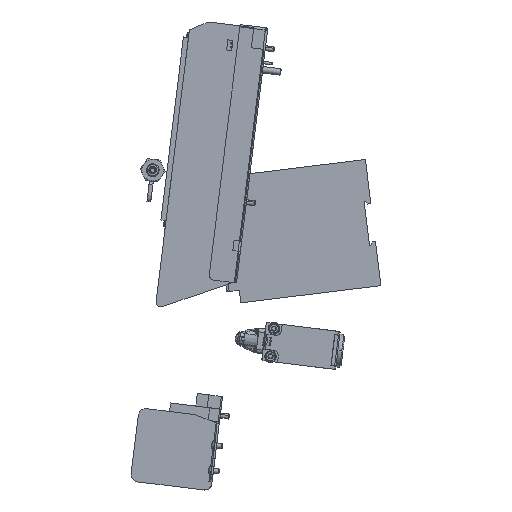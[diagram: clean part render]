
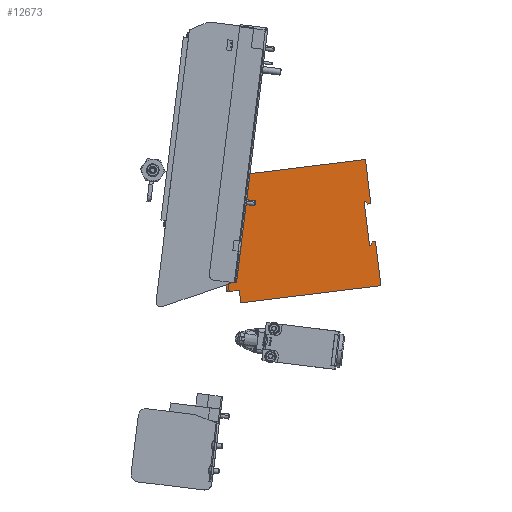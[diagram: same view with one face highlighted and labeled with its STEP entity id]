
A CAD part, left-side view. The second image highlights one B-rep face of the part: STEP entity #12673.
In plain terms, the highlighted face is planar.
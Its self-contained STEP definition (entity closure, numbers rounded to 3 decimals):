
#227 = VECTOR ( 'NONE', #42420, 1000. ) ;
#952 = EDGE_CURVE ( 'NONE', #14591, #1092, #26490, .T. ) ;
#1092 = VERTEX_POINT ( 'NONE', #18258 ) ;
#1186 = VECTOR ( 'NONE', #25812, 1000. ) ;
#1788 = VECTOR ( 'NONE', #25510, 1000. ) ;
#1877 = EDGE_LOOP ( 'NONE', ( #28571, #41282, #13946, #8192, #3484, #26898, #22497, #9965, #19731, #15896, #6242, #22872, #33687, #9714, #22634, #11447 ) ) ;
#2317 = EDGE_CURVE ( 'NONE', #36310, #31679, #15601, .T. ) ;
#2461 = DIRECTION ( 'NONE',  ( 0., 1., 0. ) ) ;
#2503 = CARTESIAN_POINT ( 'NONE',  ( 18., 50., 0. ) ) ;
#3303 = CARTESIAN_POINT ( 'NONE',  ( 18., 40., -121. ) ) ;
#3348 = VECTOR ( 'NONE', #2461, 1000. ) ;
#3484 = ORIENTED_EDGE ( 'NONE', *, *, #22366, .T. ) ;
#5052 = CARTESIAN_POINT ( 'NONE',  ( 18., 15., 0. ) ) ;
#5252 = CARTESIAN_POINT ( 'NONE',  ( 18., 50., -111. ) ) ;
#5279 = DIRECTION ( 'NONE',  ( 0., -1., 0. ) ) ;
#5619 = LINE ( 'NONE', #15308, #18488 ) ;
#5704 = EDGE_CURVE ( 'NONE', #19875, #32154, #26109, .T. ) ;
#5913 = CARTESIAN_POINT ( 'NONE',  ( 18., 17.5, 0. ) ) ;
#6098 = LINE ( 'NONE', #5252, #3348 ) ;
#6123 = CARTESIAN_POINT ( 'NONE',  ( 18., 40., -111. ) ) ;
#6200 = CARTESIAN_POINT ( 'NONE',  ( 18., -15., -2.457 ) ) ;
#6242 = ORIENTED_EDGE ( 'NONE', *, *, #2317, .T. ) ;
#6321 = VERTEX_POINT ( 'NONE', #17797 ) ;
#6360 = LINE ( 'NONE', #19487, #35549 ) ;
#6405 = VECTOR ( 'NONE', #27663, 1000. ) ;
#6682 = VECTOR ( 'NONE', #38854, 1000. ) ;
#6687 = LINE ( 'NONE', #35730, #32227 ) ;
#6771 = LINE ( 'NONE', #30633, #31885 ) ;
#7171 = DIRECTION ( 'NONE',  ( 0., 1., 0. ) ) ;
#7717 = VECTOR ( 'NONE', #5279, 1000. ) ;
#7823 = VECTOR ( 'NONE', #41094, 1000. ) ;
#8192 = ORIENTED_EDGE ( 'NONE', *, *, #28824, .T. ) ;
#9085 = VECTOR ( 'NONE', #41573, 1000. ) ;
#9714 = ORIENTED_EDGE ( 'NONE', *, *, #32720, .T. ) ;
#9965 = ORIENTED_EDGE ( 'NONE', *, *, #17223, .T. ) ;
#10818 = CARTESIAN_POINT ( 'NONE',  ( 18., 40., -121. ) ) ;
#10831 = CARTESIAN_POINT ( 'NONE',  ( 18., 50., 0. ) ) ;
#11207 = CARTESIAN_POINT ( 'NONE',  ( 18., -40., -111. ) ) ;
#11241 = VERTEX_POINT ( 'NONE', #30216 ) ;
#11447 = ORIENTED_EDGE ( 'NONE', *, *, #16603, .T. ) ;
#11501 = CARTESIAN_POINT ( 'NONE',  ( 18., -15., -2.457 ) ) ;
#12646 = CARTESIAN_POINT ( 'NONE',  ( 18., 50., -111. ) ) ;
#12673 = ADVANCED_FACE ( 'NONE', ( #32599 ), #16237, .F. ) ;
#12815 = EDGE_CURVE ( 'NONE', #6321, #19578, #6771, .T. ) ;
#13946 = ORIENTED_EDGE ( 'NONE', *, *, #12815, .T. ) ;
#13980 = VERTEX_POINT ( 'NONE', #12646 ) ;
#14447 = LINE ( 'NONE', #28802, #1186 ) ;
#14591 = VERTEX_POINT ( 'NONE', #39290 ) ;
#15308 = CARTESIAN_POINT ( 'NONE',  ( 18., -50., 0. ) ) ;
#15601 = LINE ( 'NONE', #26148, #1788 ) ;
#15896 = ORIENTED_EDGE ( 'NONE', *, *, #25110, .T. ) ;
#16200 = CARTESIAN_POINT ( 'NONE',  ( 18., -40., -111. ) ) ;
#16237 = PLANE ( 'NONE',  #42167 ) ;
#16257 = DIRECTION ( 'NONE',  ( 0., 0., 1. ) ) ;
#16603 = EDGE_CURVE ( 'NONE', #17508, #11241, #6687, .T. ) ;
#17201 = CARTESIAN_POINT ( 'NONE',  ( 18., -40., -121. ) ) ;
#17223 = EDGE_CURVE ( 'NONE', #23885, #19875, #36537, .T. ) ;
#17508 = VERTEX_POINT ( 'NONE', #38638 ) ;
#17797 = CARTESIAN_POINT ( 'NONE',  ( 18., -17.5, -5. ) ) ;
#18258 = CARTESIAN_POINT ( 'NONE',  ( 18., -50., 0. ) ) ;
#18294 = VERTEX_POINT ( 'NONE', #10831 ) ;
#18488 = VECTOR ( 'NONE', #28447, 1000. ) ;
#19040 = DIRECTION ( 'NONE',  ( 0., 0., 1. ) ) ;
#19373 = DIRECTION ( 'NONE',  ( 0., 0.866, -0.5 ) ) ;
#19487 = CARTESIAN_POINT ( 'NONE',  ( 18., -15., -2.457 ) ) ;
#19578 = VERTEX_POINT ( 'NONE', #38417 ) ;
#19731 = ORIENTED_EDGE ( 'NONE', *, *, #5704, .T. ) ;
#19875 = VERTEX_POINT ( 'NONE', #11207 ) ;
#19879 = LINE ( 'NONE', #3303, #24722 ) ;
#22082 = EDGE_CURVE ( 'NONE', #13980, #18294, #31976, .T. ) ;
#22366 = EDGE_CURVE ( 'NONE', #23303, #14591, #6360, .T. ) ;
#22497 = ORIENTED_EDGE ( 'NONE', *, *, #38479, .T. ) ;
#22634 = ORIENTED_EDGE ( 'NONE', *, *, #36351, .T. ) ;
#22872 = ORIENTED_EDGE ( 'NONE', *, *, #37865, .T. ) ;
#22968 = CARTESIAN_POINT ( 'NONE',  ( 18., -50., -111. ) ) ;
#23124 = CARTESIAN_POINT ( 'NONE',  ( 18., 17.5, -5. ) ) ;
#23303 = VERTEX_POINT ( 'NONE', #6200 ) ;
#23650 = DIRECTION ( 'NONE',  ( 0., 1., 0. ) ) ;
#23885 = VERTEX_POINT ( 'NONE', #22968 ) ;
#24070 = CARTESIAN_POINT ( 'NONE',  ( 18., -50., -111. ) ) ;
#24266 = LINE ( 'NONE', #28689, #9085 ) ;
#24722 = VECTOR ( 'NONE', #7171, 1000. ) ;
#25110 = EDGE_CURVE ( 'NONE', #32154, #36310, #19879, .T. ) ;
#25510 = DIRECTION ( 'NONE',  ( 0., 0., 1. ) ) ;
#25612 = CARTESIAN_POINT ( 'NONE',  ( 18., -17.5, -5. ) ) ;
#25662 = LINE ( 'NONE', #11501, #6405 ) ;
#25812 = DIRECTION ( 'NONE',  ( 0., 0., -1. ) ) ;
#26063 = VECTOR ( 'NONE', #23650, 1000. ) ;
#26109 = LINE ( 'NONE', #16200, #227 ) ;
#26148 = CARTESIAN_POINT ( 'NONE',  ( 18., 40., -111. ) ) ;
#26490 = LINE ( 'NONE', #39607, #36140 ) ;
#26898 = ORIENTED_EDGE ( 'NONE', *, *, #952, .T. ) ;
#27663 = DIRECTION ( 'NONE',  ( 0., 0.866, 0.5 ) ) ;
#28447 = DIRECTION ( 'NONE',  ( 0., 0., -1. ) ) ;
#28571 = ORIENTED_EDGE ( 'NONE', *, *, #40620, .T. ) ;
#28689 = CARTESIAN_POINT ( 'NONE',  ( 18., 17.5, -5. ) ) ;
#28802 = CARTESIAN_POINT ( 'NONE',  ( 18., 15., -2.457 ) ) ;
#28824 = EDGE_CURVE ( 'NONE', #19578, #23303, #25662, .T. ) ;
#29253 = EDGE_CURVE ( 'NONE', #40807, #6321, #40893, .T. ) ;
#30216 = CARTESIAN_POINT ( 'NONE',  ( 18., 17.5, -3.9 ) ) ;
#30633 = CARTESIAN_POINT ( 'NONE',  ( 18., -17.5, -5. ) ) ;
#31679 = VERTEX_POINT ( 'NONE', #6123 ) ;
#31885 = VECTOR ( 'NONE', #33009, 1000. ) ;
#31976 = LINE ( 'NONE', #2503, #6682 ) ;
#32154 = VERTEX_POINT ( 'NONE', #17201 ) ;
#32227 = VECTOR ( 'NONE', #19373, 1000. ) ;
#32599 = FACE_OUTER_BOUND ( 'NONE', #1877, .T. ) ;
#32720 = EDGE_CURVE ( 'NONE', #18294, #37355, #41820, .T. ) ;
#33009 = DIRECTION ( 'NONE',  ( 0., 0., 1. ) ) ;
#33687 = ORIENTED_EDGE ( 'NONE', *, *, #22082, .T. ) ;
#33773 = DIRECTION ( 'NONE',  ( 0., -1., 0. ) ) ;
#34963 = CARTESIAN_POINT ( 'NONE',  ( 18., 15., 0. ) ) ;
#35549 = VECTOR ( 'NONE', #16257, 1000. ) ;
#35730 = CARTESIAN_POINT ( 'NONE',  ( 18., 17.5, -3.9 ) ) ;
#36140 = VECTOR ( 'NONE', #33773, 1000. ) ;
#36310 = VERTEX_POINT ( 'NONE', #10818 ) ;
#36351 = EDGE_CURVE ( 'NONE', #37355, #17508, #14447, .T. ) ;
#36537 = LINE ( 'NONE', #24070, #26063 ) ;
#37355 = VERTEX_POINT ( 'NONE', #5052 ) ;
#37865 = EDGE_CURVE ( 'NONE', #31679, #13980, #6098, .T. ) ;
#38417 = CARTESIAN_POINT ( 'NONE',  ( 18., -17.5, -3.9 ) ) ;
#38479 = EDGE_CURVE ( 'NONE', #1092, #23885, #5619, .T. ) ;
#38638 = CARTESIAN_POINT ( 'NONE',  ( 18., 15., -2.457 ) ) ;
#38854 = DIRECTION ( 'NONE',  ( 0., 0., 1. ) ) ;
#39261 = DIRECTION ( 'NONE',  ( -1., 0., 0. ) ) ;
#39290 = CARTESIAN_POINT ( 'NONE',  ( 18., -15., 0. ) ) ;
#39607 = CARTESIAN_POINT ( 'NONE',  ( 18., -15., 0. ) ) ;
#40620 = EDGE_CURVE ( 'NONE', #11241, #40807, #24266, .T. ) ;
#40807 = VERTEX_POINT ( 'NONE', #23124 ) ;
#40893 = LINE ( 'NONE', #25612, #7823 ) ;
#41094 = DIRECTION ( 'NONE',  ( 0., -1., 0. ) ) ;
#41282 = ORIENTED_EDGE ( 'NONE', *, *, #29253, .T. ) ;
#41573 = DIRECTION ( 'NONE',  ( 0., 0., -1. ) ) ;
#41820 = LINE ( 'NONE', #34963, #7717 ) ;
#42167 = AXIS2_PLACEMENT_3D ( 'NONE', #5913, #39261, #19040 ) ;
#42420 = DIRECTION ( 'NONE',  ( 0., 0., -1. ) ) ;
